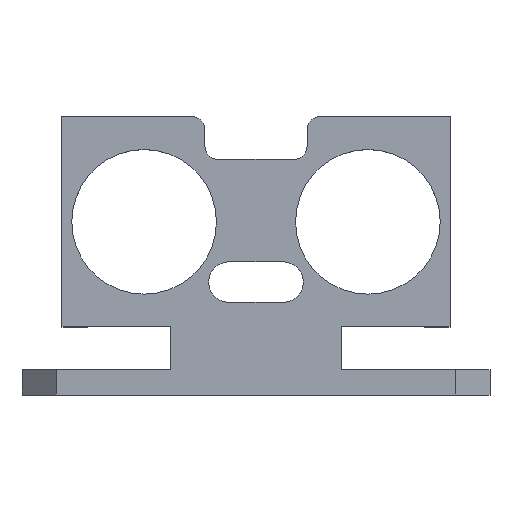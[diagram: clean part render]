
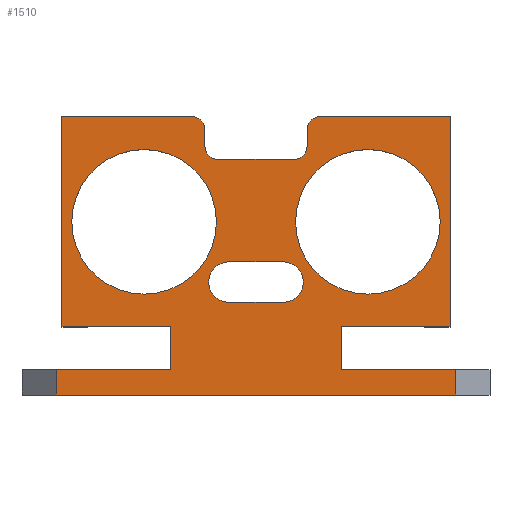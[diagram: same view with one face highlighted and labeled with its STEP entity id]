
A CAD part, top view. The second image highlights one B-rep face of the part: STEP entity #1510.
In plain terms, the highlighted planar face has unit normal (0, 0, 1).
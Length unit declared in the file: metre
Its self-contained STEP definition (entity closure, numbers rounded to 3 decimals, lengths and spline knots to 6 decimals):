
#48=LINE('',#2164,#225);
#52=LINE('',#2172,#229);
#59=LINE('',#2191,#236);
#62=LINE('',#2197,#239);
#101=LINE('',#2282,#278);
#108=LINE('',#2295,#285);
#114=LINE('',#2306,#291);
#118=LINE('',#2314,#295);
#120=LINE('',#2318,#297);
#124=LINE('',#2327,#301);
#135=LINE('',#2347,#312);
#137=LINE('',#2352,#314);
#149=LINE('',#2389,#326);
#158=LINE('',#2410,#335);
#161=LINE('',#2426,#338);
#163=LINE('',#2429,#340);
#164=LINE('',#2436,#341);
#165=LINE('',#2441,#342);
#225=VECTOR('',#1737,1.);
#229=VECTOR('',#1741,1.);
#236=VECTOR('',#1754,1.);
#239=VECTOR('',#1759,1.);
#278=VECTOR('',#1816,1.);
#285=VECTOR('',#1825,1.);
#291=VECTOR('',#1833,1.);
#295=VECTOR('',#1839,1.);
#297=VECTOR('',#1843,1.);
#301=VECTOR('',#1849,1.);
#312=VECTOR('',#1862,1.);
#314=VECTOR('',#1868,1.);
#326=VECTOR('',#1896,1.);
#335=VECTOR('',#1915,1.);
#338=VECTOR('',#1934,1.);
#340=VECTOR('',#1938,1.);
#341=VECTOR('',#1947,1.);
#342=VECTOR('',#1956,1.);
#578=ORIENTED_EDGE('',*,*,#967,.F.);
#579=ORIENTED_EDGE('',*,*,#971,.F.);
#580=ORIENTED_EDGE('',*,*,#974,.F.);
#581=ORIENTED_EDGE('',*,*,#981,.T.);
#582=ORIENTED_EDGE('',*,*,#960,.T.);
#583=ORIENTED_EDGE('',*,*,#984,.T.);
#584=ORIENTED_EDGE('',*,*,#854,.T.);
#585=ORIENTED_EDGE('',*,*,#979,.T.);
#586=ORIENTED_EDGE('',*,*,#863,.T.);
#587=ORIENTED_EDGE('',*,*,#912,.F.);
#588=ORIENTED_EDGE('',*,*,#918,.F.);
#589=ORIENTED_EDGE('',*,*,#985,.T.);
#590=ORIENTED_EDGE('',*,*,#922,.T.);
#591=ORIENTED_EDGE('',*,*,#986,.T.);
#592=ORIENTED_EDGE('',*,*,#924,.F.);
#593=ORIENTED_EDGE('',*,*,#987,.T.);
#594=ORIENTED_EDGE('',*,*,#928,.F.);
#595=ORIENTED_EDGE('',*,*,#988,.T.);
#596=ORIENTED_EDGE('',*,*,#866,.F.);
#597=ORIENTED_EDGE('',*,*,#939,.T.);
#598=ORIENTED_EDGE('',*,*,#905,.T.);
#599=ORIENTED_EDGE('',*,*,#942,.T.);
#600=ORIENTED_EDGE('',*,*,#850,.T.);
#601=ORIENTED_EDGE('',*,*,#989,.T.);
#602=ORIENTED_EDGE('',*,*,#975,.F.);
#603=ORIENTED_EDGE('',*,*,#982,.F.);
#850=EDGE_CURVE('',#1068,#1067,#48,.T.);
#854=EDGE_CURVE('',#1072,#1071,#52,.T.);
#863=EDGE_CURVE('',#1081,#1080,#59,.T.);
#866=EDGE_CURVE('',#1083,#1084,#62,.T.);
#905=EDGE_CURVE('',#1120,#1119,#101,.T.);
#912=EDGE_CURVE('',#1124,#1080,#108,.T.);
#918=EDGE_CURVE('',#1128,#1124,#114,.T.);
#922=EDGE_CURVE('',#1132,#1131,#118,.T.);
#924=EDGE_CURVE('',#1133,#1134,#120,.T.);
#928=EDGE_CURVE('',#1137,#1138,#124,.T.);
#939=EDGE_CURVE('',#1083,#1120,#135,.T.);
#942=EDGE_CURVE('',#1119,#1068,#137,.T.);
#960=EDGE_CURVE('',#1163,#1162,#149,.T.);
#967=EDGE_CURVE('',#1166,#1167,#1209,.T.);
#971=EDGE_CURVE('',#1169,#1166,#158,.T.);
#974=EDGE_CURVE('',#1171,#1169,#1211,.T.);
#975=EDGE_CURVE('',#1172,#1172,#1212,.T.);
#979=EDGE_CURVE('',#1071,#1081,#161,.T.);
#981=EDGE_CURVE('',#1171,#1167,#163,.T.);
#982=EDGE_CURVE('',#1175,#1175,#1215,.T.);
#984=EDGE_CURVE('',#1162,#1072,#164,.T.);
#985=EDGE_CURVE('',#1128,#1132,#1217,.T.);
#986=EDGE_CURVE('',#1131,#1134,#1218,.F.);
#987=EDGE_CURVE('',#1133,#1138,#1219,.F.);
#988=EDGE_CURVE('',#1137,#1084,#1220,.T.);
#989=EDGE_CURVE('',#1067,#1163,#165,.T.);
#1067=VERTEX_POINT('',#2163);
#1068=VERTEX_POINT('',#2165);
#1071=VERTEX_POINT('',#2171);
#1072=VERTEX_POINT('',#2173);
#1080=VERTEX_POINT('',#2190);
#1081=VERTEX_POINT('',#2192);
#1083=VERTEX_POINT('',#2198);
#1084=VERTEX_POINT('',#2199);
#1119=VERTEX_POINT('',#2281);
#1120=VERTEX_POINT('',#2283);
#1124=VERTEX_POINT('',#2294);
#1128=VERTEX_POINT('',#2305);
#1131=VERTEX_POINT('',#2313);
#1132=VERTEX_POINT('',#2315);
#1133=VERTEX_POINT('',#2319);
#1134=VERTEX_POINT('',#2320);
#1137=VERTEX_POINT('',#2328);
#1138=VERTEX_POINT('',#2329);
#1162=VERTEX_POINT('',#2388);
#1163=VERTEX_POINT('',#2390);
#1166=VERTEX_POINT('',#2401);
#1167=VERTEX_POINT('',#2403);
#1169=VERTEX_POINT('',#2409);
#1171=VERTEX_POINT('',#2415);
#1172=VERTEX_POINT('',#2419);
#1175=VERTEX_POINT('',#2432);
#1209=CIRCLE('',#1618,0.002375);
#1211=CIRCLE('',#1622,0.002375);
#1212=CIRCLE('',#1624,0.0085);
#1215=CIRCLE('',#1630,0.0085);
#1217=CIRCLE('',#1633,0.0015);
#1218=CIRCLE('',#1634,0.0015);
#1219=CIRCLE('',#1635,0.0015);
#1220=CIRCLE('',#1636,0.0015);
#1268=EDGE_LOOP('',(#578,#579,#580,#581));
#1269=EDGE_LOOP('',(#582,#583,#584,#585,#586,#587,#588,#589,#590,#591,#592,
#593,#594,#595,#596,#597,#598,#599,#600,#601));
#1270=EDGE_LOOP('',(#602));
#1271=EDGE_LOOP('',(#603));
#1367=FACE_BOUND('',#1268,.T.);
#1368=FACE_BOUND('',#1269,.T.);
#1369=FACE_BOUND('',#1270,.T.);
#1370=FACE_BOUND('',#1271,.T.);
#1449=PLANE('',#1632);
#1510=ADVANCED_FACE('',(#1367,#1368,#1369,#1370),#1449,.T.);
#1618=AXIS2_PLACEMENT_3D('',#2402,#1908,#1909);
#1622=AXIS2_PLACEMENT_3D('',#2416,#1921,#1922);
#1624=AXIS2_PLACEMENT_3D('',#2418,#1925,#1926);
#1630=AXIS2_PLACEMENT_3D('',#2431,#1941,#1942);
#1632=AXIS2_PLACEMENT_3D('',#2435,#1945,#1946);
#1633=AXIS2_PLACEMENT_3D('',#2437,#1948,#1949);
#1634=AXIS2_PLACEMENT_3D('',#2438,#1950,#1951);
#1635=AXIS2_PLACEMENT_3D('',#2439,#1952,#1953);
#1636=AXIS2_PLACEMENT_3D('',#2440,#1954,#1955);
#1737=DIRECTION('',(-1.,0.,0.));
#1741=DIRECTION('',(-1.,0.,0.));
#1754=DIRECTION('',(1.,0.,0.));
#1759=DIRECTION('',(1.,0.,0.));
#1816=DIRECTION('',(1.,0.,0.));
#1825=DIRECTION('',(0.,-1.,0.));
#1833=DIRECTION('',(1.,0.,0.));
#1839=DIRECTION('',(0.,-1.,0.));
#1843=DIRECTION('',(1.,0.,0.));
#1849=DIRECTION('',(0.,-1.,0.));
#1862=DIRECTION('',(0.,-1.,0.));
#1868=DIRECTION('',(0.,-1.,0.));
#1896=DIRECTION('',(1.,0.,0.));
#1908=DIRECTION('',(0.,0.,1.));
#1909=DIRECTION('',(1.,0.,0.));
#1915=DIRECTION('',(1.,0.,0.));
#1921=DIRECTION('',(0.,0.,1.));
#1922=DIRECTION('',(1.,0.,0.));
#1925=DIRECTION('',(0.,0.,1.));
#1926=DIRECTION('',(1.,0.,0.));
#1934=DIRECTION('',(0.,1.,0.));
#1938=DIRECTION('',(1.,0.,0.));
#1941=DIRECTION('',(0.,0.,1.));
#1942=DIRECTION('',(1.,0.,0.));
#1945=DIRECTION('',(0.,0.,1.));
#1946=DIRECTION('',(1.,0.,0.));
#1947=DIRECTION('',(0.,1.,0.));
#1948=DIRECTION('',(0.,0.,1.));
#1949=DIRECTION('',(1.,0.,0.));
#1950=DIRECTION('',(0.,0.,1.));
#1951=DIRECTION('',(1.,0.,0.));
#1952=DIRECTION('',(0.,0.,1.));
#1953=DIRECTION('',(1.,0.,0.));
#1954=DIRECTION('',(0.,0.,1.));
#1955=DIRECTION('',(1.,0.,0.));
#1956=DIRECTION('',(0.,-1.,0.));
#2163=CARTESIAN_POINT('',(-0.01035,-0.01735,0.003));
#2164=CARTESIAN_POINT('',(-0.0056,-0.01735,0.003));
#2165=CARTESIAN_POINT('',(0.00315,-0.01735,0.003));
#2171=CARTESIAN_POINT('',(0.02315,-0.01735,0.003));
#2172=CARTESIAN_POINT('',(0.0319,-0.01735,0.003));
#2173=CARTESIAN_POINT('',(0.03665,-0.01735,0.003));
#2190=CARTESIAN_POINT('',(0.03595,-0.01235,0.003));
#2191=CARTESIAN_POINT('',(0.02955,-0.01235,0.003));
#2192=CARTESIAN_POINT('',(0.02315,-0.01235,0.003));
#2197=CARTESIAN_POINT('',(-0.00125,0.01235,0.003));
#2198=CARTESIAN_POINT('',(-0.00965,0.01235,0.003));
#2199=CARTESIAN_POINT('',(0.00565,0.01235,0.003));
#2281=CARTESIAN_POINT('',(0.00315,-0.01235,0.003));
#2282=CARTESIAN_POINT('',(-0.00325,-0.01235,0.003));
#2283=CARTESIAN_POINT('',(-0.00965,-0.01235,0.003));
#2294=CARTESIAN_POINT('',(0.03595,0.01235,0.003));
#2295=CARTESIAN_POINT('',(0.03595,0.,0.003));
#2305=CARTESIAN_POINT('',(0.02065,0.01235,0.003));
#2306=CARTESIAN_POINT('',(0.02755,0.01235,0.003));
#2313=CARTESIAN_POINT('',(0.01915,0.00885,0.003));
#2314=CARTESIAN_POINT('',(0.01915,0.00885,0.003));
#2315=CARTESIAN_POINT('',(0.01915,0.01085,0.003));
#2318=CARTESIAN_POINT('',(0.018917,0.00735,0.003));
#2319=CARTESIAN_POINT('',(0.00865,0.00735,0.003));
#2320=CARTESIAN_POINT('',(0.01765,0.00735,0.003));
#2327=CARTESIAN_POINT('',(0.00715,0.00885,0.003));
#2328=CARTESIAN_POINT('',(0.00715,0.01085,0.003));
#2329=CARTESIAN_POINT('',(0.00715,0.00885,0.003));
#2347=CARTESIAN_POINT('',(-0.00965,0.,0.003));
#2352=CARTESIAN_POINT('',(0.00315,-0.01485,0.003));
#2388=CARTESIAN_POINT('',(0.03665,-0.02035,0.003));
#2389=CARTESIAN_POINT('',(0.01315,-0.02035,0.003));
#2390=CARTESIAN_POINT('',(-0.01035,-0.02035,0.003));
#2401=CARTESIAN_POINT('',(0.016325,-0.00945,0.003));
#2402=CARTESIAN_POINT('',(0.016325,-0.007075,0.003));
#2403=CARTESIAN_POINT('',(0.016325,-0.0047,0.003));
#2409=CARTESIAN_POINT('',(0.009975,-0.00945,0.003));
#2410=CARTESIAN_POINT('',(0.01315,-0.00945,0.003));
#2415=CARTESIAN_POINT('',(0.009975,-0.0047,0.003));
#2416=CARTESIAN_POINT('',(0.009975,-0.007075,0.003));
#2418=CARTESIAN_POINT('',(0.0263,0.,0.003));
#2419=CARTESIAN_POINT('',(0.0348,0.,0.003));
#2426=CARTESIAN_POINT('',(0.02315,-0.01485,0.003));
#2429=CARTESIAN_POINT('',(0.01315,-0.0047,0.003));
#2431=CARTESIAN_POINT('',(0.,0.,0.003));
#2432=CARTESIAN_POINT('',(0.0085,0.,0.003));
#2435=CARTESIAN_POINT('',(0.01315,-0.004,0.003));
#2436=CARTESIAN_POINT('',(0.03665,-0.01735,0.003));
#2437=CARTESIAN_POINT('',(0.02065,0.01085,0.003));
#2438=CARTESIAN_POINT('',(0.01765,0.00885,0.003));
#2439=CARTESIAN_POINT('',(0.00865,0.00885,0.003));
#2440=CARTESIAN_POINT('',(0.00565,0.01085,0.003));
#2441=CARTESIAN_POINT('',(-0.01035,-0.02035,0.003));
